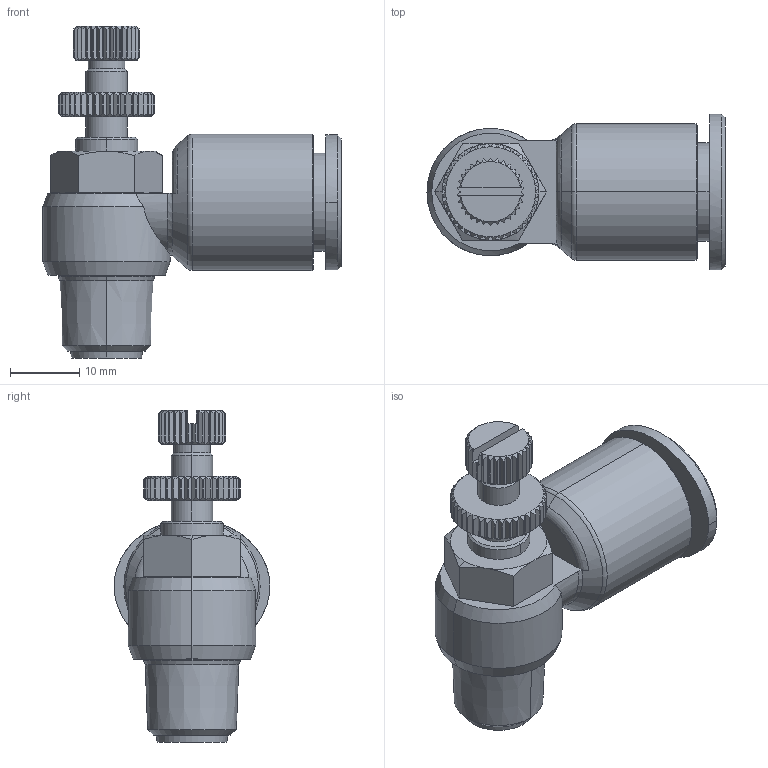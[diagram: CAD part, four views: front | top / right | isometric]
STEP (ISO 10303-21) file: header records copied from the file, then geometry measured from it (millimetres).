
FILE_DESCRIPTION((''),'2;1');
FILE_NAME('GNSE 1202(3D).stp','2012-12-17T11:36:47',(''),(''),'Mechanical Desktop.R8.0.24.0','Mechanical Desktop.R8.0.24.0',', , ');
FILE_SCHEMA(('CONFIG_CONTROL_DESIGN'));
Length unit declared in the file: millimetre
Products named in the file (2): GNSE 1202(3D); ºÎÇ°1
Assembly tree (1 placements, depth 2):
  GNSE 1202(3D)
    ºÎÇ°1
Bounding box: 43.1 x 22.5 x 48 mm (x, y, z)
Volume: 11417.9 mm3; surface area: 6077.9 mm2
Topology: 1 solids, 1 shells, 784 faces, 2082 edges, 1323 vertices
Faces by surface type: plane 499, cylinder 155, cone 116, bspline 10, torus 4
Entity records: 24961 total; most frequent: CARTESIAN_POINT 6374, ORIENTED_EDGE 4164, DIRECTION 3520, EDGE_CURVE 2082, VECTOR 1326, LINE 1326, VERTEX_POINT 1323, AXIS2_PLACEMENT_3D 1097
